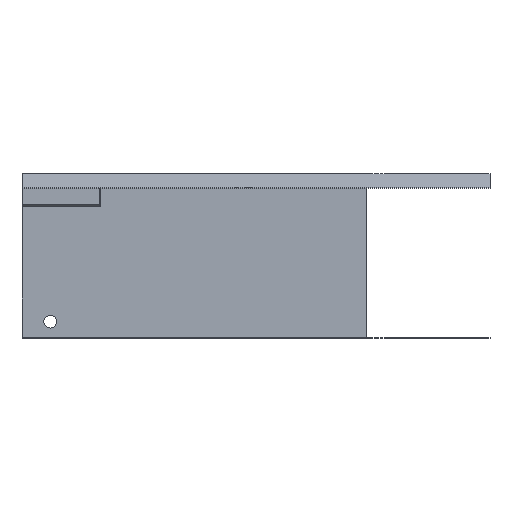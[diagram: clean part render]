
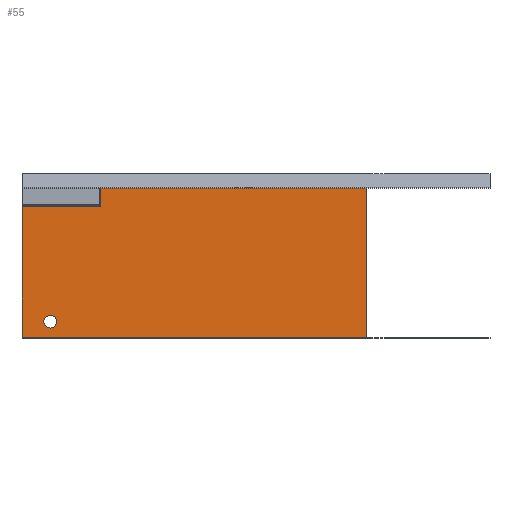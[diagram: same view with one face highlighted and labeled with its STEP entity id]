
A CAD part, top view. The second image highlights one B-rep face of the part: STEP entity #55.
In plain terms, the highlighted planar face has unit normal (0, 0, 1).
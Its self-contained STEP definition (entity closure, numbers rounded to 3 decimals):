
#55=ADVANCED_FACE('',(#110,#111),#112,.F.);
#110=FACE_BOUND('',#206,.T.);
#111=FACE_OUTER_BOUND('',#207,.T.);
#112=PLANE('',#208);
#206=EDGE_LOOP('',(#350,#351));
#207=EDGE_LOOP('',(#352,#353,#354,#355,#356,#357,#358,#359,#360));
#208=AXIS2_PLACEMENT_3D('',#361,#362,#363);
#350=ORIENTED_EDGE('',*,*,#715,.T.);
#351=ORIENTED_EDGE('',*,*,#682,.T.);
#352=ORIENTED_EDGE('',*,*,#716,.F.);
#353=ORIENTED_EDGE('',*,*,#717,.T.);
#354=ORIENTED_EDGE('',*,*,#718,.T.);
#355=ORIENTED_EDGE('',*,*,#719,.T.);
#356=ORIENTED_EDGE('',*,*,#720,.T.);
#357=ORIENTED_EDGE('',*,*,#721,.F.);
#358=ORIENTED_EDGE('',*,*,#722,.T.);
#359=ORIENTED_EDGE('',*,*,#723,.F.);
#360=ORIENTED_EDGE('',*,*,#680,.F.);
#361=CARTESIAN_POINT('',(0.0,-247.735,-68.5));
#362=DIRECTION('',(0.0,0.0,-1.0));
#363=DIRECTION('',(0.0,-1.0,0.0));
#680=EDGE_CURVE('',#811,#807,#813,.T.);
#682=EDGE_CURVE('',#817,#814,#818,.T.);
#715=EDGE_CURVE('',#814,#817,#881,.T.);
#716=EDGE_CURVE('',#882,#811,#883,.T.);
#717=EDGE_CURVE('',#882,#884,#885,.T.);
#718=EDGE_CURVE('',#884,#886,#887,.T.);
#719=EDGE_CURVE('',#886,#888,#889,.T.);
#720=EDGE_CURVE('',#888,#890,#891,.T.);
#721=EDGE_CURVE('',#892,#890,#893,.T.);
#722=EDGE_CURVE('',#892,#894,#895,.T.);
#723=EDGE_CURVE('',#807,#894,#896,.T.);
#807=VERTEX_POINT('',#1022);
#811=VERTEX_POINT('',#1027);
#813=CIRCLE('',#1030,0.75);
#814=VERTEX_POINT('',#1031);
#817=VERTEX_POINT('',#1035);
#818=CIRCLE('',#1036,19.1);
#881=CIRCLE('',#1121,19.1);
#882=VERTEX_POINT('',#1122);
#883=LINE('',#1123,#1124);
#884=VERTEX_POINT('',#1125);
#885=LINE('',#1126,#1127);
#886=VERTEX_POINT('',#1128);
#887=LINE('',#1129,#1130);
#888=VERTEX_POINT('',#1131);
#889=LINE('',#1132,#1133);
#890=VERTEX_POINT('',#1134);
#891=LINE('',#1135,#1136);
#892=VERTEX_POINT('',#1137);
#893=LINE('',#1138,#1139);
#894=VERTEX_POINT('',#1140);
#895=LINE('',#1141,#1142);
#896=CIRCLE('',#1143,0.75);
#1022=CARTESIAN_POINT('',(235.25,148.235,-68.5));
#1027=CARTESIAN_POINT('',(234.5,148.985,-68.5));
#1030=AXIS2_PLACEMENT_3D('',#1330,#1331,#1332);
#1031=CARTESIAN_POINT('',(104.1,-197.735,-68.5));
#1035=CARTESIAN_POINT('',(65.9,-197.735,-68.5));
#1036=AXIS2_PLACEMENT_3D('',#1334,#1335,#1336);
#1121=AXIS2_PLACEMENT_3D('',#1389,#1390,#1391);
#1122=CARTESIAN_POINT('',(234.5,149.735,-68.5));
#1123=CARTESIAN_POINT('',(234.5,149.735,-68.5));
#1124=VECTOR('',#1392,1000.0);
#1125=CARTESIAN_POINT('',(0.0,149.735,-68.5));
#1126=CARTESIAN_POINT('',(234.5,149.735,-68.5));
#1127=VECTOR('',#1393,1000.0);
#1128=CARTESIAN_POINT('',(0.0,-244.735,-68.5));
#1129=CARTESIAN_POINT('',(0.0,149.735,-68.5));
#1130=VECTOR('',#1394,1000.0);
#1131=CARTESIAN_POINT('',(1036.78,-244.735,-68.5));
#1132=CARTESIAN_POINT('',(0.0,-244.735,-68.5));
#1133=VECTOR('',#1395,1000.0);
#1134=CARTESIAN_POINT('',(1036.78,244.735,-68.5));
#1135=CARTESIAN_POINT('',(1036.78,-244.735,-68.5));
#1136=VECTOR('',#1396,1000.0);
#1137=CARTESIAN_POINT('',(236.0,244.735,-68.5));
#1138=CARTESIAN_POINT('',(236.0,244.735,-68.5));
#1139=VECTOR('',#1397,1000.0);
#1140=CARTESIAN_POINT('',(236.0,148.985,-68.5));
#1141=CARTESIAN_POINT('',(236.0,244.735,-68.5));
#1142=VECTOR('',#1398,1000.0);
#1143=AXIS2_PLACEMENT_3D('',#1399,#1400,#1401);
#1330=CARTESIAN_POINT('',(235.25,148.985,-68.5));
#1331=DIRECTION('',(0.0,0.0,1.0));
#1332=DIRECTION('',(-1.0,0.0,0.0));
#1334=CARTESIAN_POINT('',(85.0,-197.735,-68.5));
#1335=DIRECTION('',(0.0,0.0,-1.0));
#1336=DIRECTION('',(1.0,0.0,0.0));
#1389=CARTESIAN_POINT('',(85.0,-197.735,-68.5));
#1390=DIRECTION('',(0.0,0.0,-1.0));
#1391=DIRECTION('',(1.0,0.0,0.0));
#1392=DIRECTION('',(0.0,-1.0,0.0));
#1393=DIRECTION('',(-1.0,0.0,0.0));
#1394=DIRECTION('',(0.0,-1.0,0.0));
#1395=DIRECTION('',(1.0,0.0,0.0));
#1396=DIRECTION('',(0.0,1.0,0.0));
#1397=DIRECTION('',(1.0,0.0,0.0));
#1398=DIRECTION('',(0.0,-1.0,0.0));
#1399=CARTESIAN_POINT('',(235.25,148.985,-68.5));
#1400=DIRECTION('',(0.0,0.0,1.0));
#1401=DIRECTION('',(-1.0,0.0,0.0));
